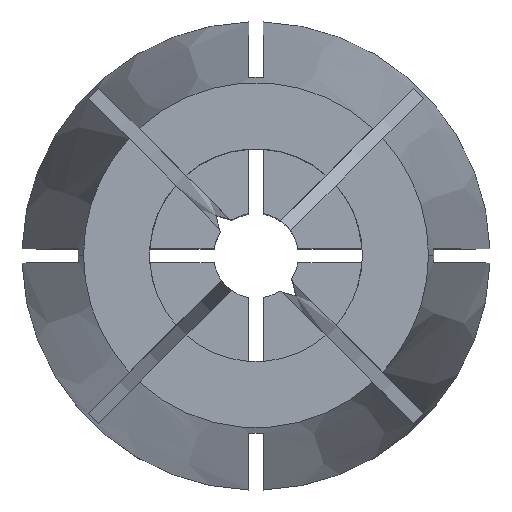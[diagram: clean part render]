
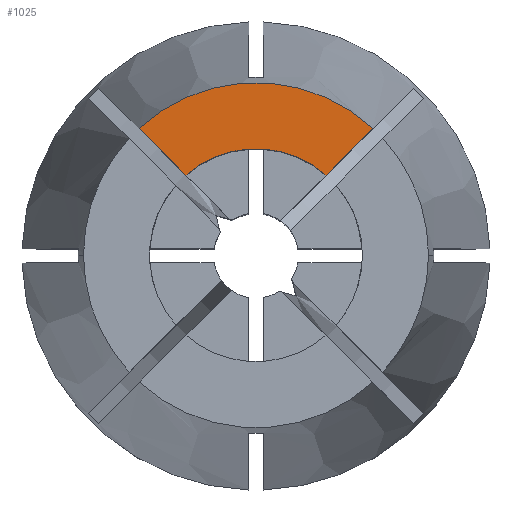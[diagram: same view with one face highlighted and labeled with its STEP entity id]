
A CAD part, top view. The second image highlights one B-rep face of the part: STEP entity #1025.
In plain terms, the highlighted planar face has unit normal (0, 0, 1).
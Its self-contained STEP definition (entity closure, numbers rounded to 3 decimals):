
#88 = DIRECTION ( 'NONE',  ( 0., 0., 1. ) ) ;
#145 = ORIENTED_EDGE ( 'NONE', *, *, #2073, .T. ) ;
#212 = ORIENTED_EDGE ( 'NONE', *, *, #1794, .T. ) ;
#225 = LINE ( 'NONE', #1095, #2105 ) ;
#228 = AXIS2_PLACEMENT_3D ( 'NONE', #2661, #88, #748 ) ;
#288 = VERTEX_POINT ( 'NONE', #2490 ) ;
#397 = EDGE_CURVE ( 'NONE', #815, #2659, #225, .T. ) ;
#398 = DIRECTION ( 'NONE',  ( 1., 0., 0. ) ) ;
#405 = FACE_OUTER_BOUND ( 'NONE', #2196, .T. ) ;
#432 = CIRCLE ( 'NONE', #516, 12.158 ) ;
#469 = VECTOR ( 'NONE', #2285, 1000. ) ;
#516 = AXIS2_PLACEMENT_3D ( 'NONE', #1041, #621, #398 ) ;
#621 = DIRECTION ( 'NONE',  ( 0., 0., 1. ) ) ;
#714 = ORIENTED_EDGE ( 'NONE', *, *, #2373, .F. ) ;
#748 = DIRECTION ( 'NONE',  ( 1., 0., 0. ) ) ;
#757 = CARTESIAN_POINT ( 'NONE',  ( -0.354, 0.354, 0. ) ) ;
#790 = PLANE ( 'NONE',  #1798 ) ;
#815 = VERTEX_POINT ( 'NONE', #2026 ) ;
#909 = ORIENTED_EDGE ( 'NONE', *, *, #397, .T. ) ;
#954 = DIRECTION ( 'NONE',  ( -1., 0., 0. ) ) ;
#980 = DIRECTION ( 'NONE',  ( 0., 0., -1. ) ) ;
#1025 = ADVANCED_FACE ( 'NONE', ( #405 ), #790, .F. ) ;
#1041 = CARTESIAN_POINT ( 'NONE',  ( 0., 0., 0. ) ) ;
#1089 = CARTESIAN_POINT ( 'NONE',  ( -4.938, 5.645, 0. ) ) ;
#1095 = CARTESIAN_POINT ( 'NONE',  ( 0.354, 0.354, 0. ) ) ;
#1150 = DIRECTION ( 'NONE',  ( 0.707, -0.707, 0. ) ) ;
#1171 = CARTESIAN_POINT ( 'NONE',  ( 0., 0., 0. ) ) ;
#1331 = VERTEX_POINT ( 'NONE', #2714 ) ;
#1407 = CIRCLE ( 'NONE', #228, 7.5 ) ;
#1691 = LINE ( 'NONE', #757, #469 ) ;
#1794 = EDGE_CURVE ( 'NONE', #1331, #288, #1691, .T. ) ;
#1798 = AXIS2_PLACEMENT_3D ( 'NONE', #1171, #980, #954 ) ;
#2026 = CARTESIAN_POINT ( 'NONE',  ( -8.236, 8.943, 0. ) ) ;
#2073 = EDGE_CURVE ( 'NONE', #288, #815, #432, .T. ) ;
#2105 = VECTOR ( 'NONE', #1150, 1000. ) ;
#2196 = EDGE_LOOP ( 'NONE', ( #714, #212, #145, #909 ) ) ;
#2285 = DIRECTION ( 'NONE',  ( 0.707, 0.707, 0. ) ) ;
#2373 = EDGE_CURVE ( 'NONE', #1331, #2659, #1407, .T. ) ;
#2490 = CARTESIAN_POINT ( 'NONE',  ( 8.236, 8.943, 0. ) ) ;
#2659 = VERTEX_POINT ( 'NONE', #1089 ) ;
#2661 = CARTESIAN_POINT ( 'NONE',  ( 0., 0., 0. ) ) ;
#2714 = CARTESIAN_POINT ( 'NONE',  ( 4.938, 5.645, 0. ) ) ;
